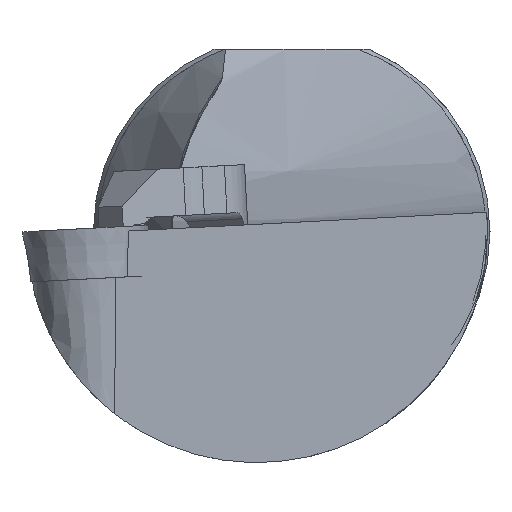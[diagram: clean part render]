
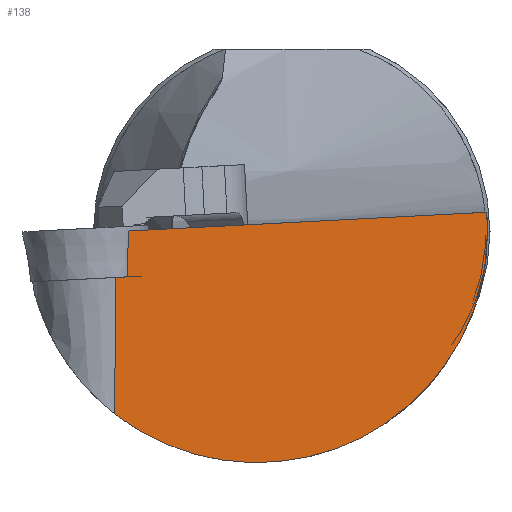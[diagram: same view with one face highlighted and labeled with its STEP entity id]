
A CAD part, left-side view. The second image highlights one B-rep face of the part: STEP entity #138.
In plain terms, the highlighted planar face has unit normal (-0.86, -0.502, -0.096).
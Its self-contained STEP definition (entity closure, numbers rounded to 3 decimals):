
#138=ADVANCED_FACE('',(#206),#184,.T.);
#184=PLANE('',#889);
#206=FACE_OUTER_BOUND('',#250,.T.);
#250=EDGE_LOOP('',(#415,#416,#417,#418,#419,#420,#421));
#299=ELLIPSE('',#887,16.927,14.55);
#300=ELLIPSE('',#888,14.368,12.35);
#310=LINE('',#1225,#359);
#311=LINE('',#1233,#360);
#312=LINE('',#1243,#361);
#359=VECTOR('',#979,1.);
#360=VECTOR('',#982,1.);
#361=VECTOR('',#987,1.);
#415=ORIENTED_EDGE('',*,*,#737,.F.);
#416=ORIENTED_EDGE('',*,*,#738,.F.);
#417=ORIENTED_EDGE('',*,*,#736,.F.);
#418=ORIENTED_EDGE('',*,*,#739,.F.);
#419=ORIENTED_EDGE('',*,*,#740,.F.);
#420=ORIENTED_EDGE('',*,*,#741,.F.);
#421=ORIENTED_EDGE('',*,*,#742,.T.);
#653=VERTEX_POINT('',#1209);
#654=VERTEX_POINT('',#1224);
#655=VERTEX_POINT('',#1231);
#656=VERTEX_POINT('',#1232);
#657=VERTEX_POINT('',#1235);
#658=VERTEX_POINT('',#1237);
#659=VERTEX_POINT('',#1242);
#736=EDGE_CURVE('',#654,#653,#310,.T.);
#737=EDGE_CURVE('',#655,#656,#851,.T.);
#738=EDGE_CURVE('',#653,#655,#311,.T.);
#739=EDGE_CURVE('',#657,#654,#299,.T.);
#740=EDGE_CURVE('',#658,#657,#300,.T.);
#741=EDGE_CURVE('',#659,#658,#852,.T.);
#742=EDGE_CURVE('',#659,#656,#312,.T.);
#851=B_SPLINE_CURVE_WITH_KNOTS('',3,(#1227,#1228,#1229,#1230),
 .UNSPECIFIED.,.F.,.F.,(4,4),(0.,1.),.UNSPECIFIED.);
#852=B_SPLINE_CURVE_WITH_KNOTS('',3,(#1238,#1239,#1240,#1241),
 .UNSPECIFIED.,.F.,.F.,(4,4),(0.,1.),.UNSPECIFIED.);
#887=AXIS2_PLACEMENT_3D('',#1234,#983,#984);
#888=AXIS2_PLACEMENT_3D('',#1236,#985,#986);
#889=AXIS2_PLACEMENT_3D('',#1244,#988,#989);
#979=DIRECTION('',(-0.106,-0.009,0.994));
#982=DIRECTION('',(0.5,-0.865,0.045));
#983=DIRECTION('',(0.86,0.502,0.096));
#984=DIRECTION('',(0.511,-0.844,-0.161));
#985=DIRECTION('',(0.86,0.502,0.096));
#986=DIRECTION('',(0.511,-0.844,-0.161));
#987=DIRECTION('',(-0.5,0.865,-0.045));
#988=DIRECTION('',(-0.86,-0.502,-0.096));
#989=DIRECTION('',(-0.504,0.864,0.));
#1209=CARTESIAN_POINT('',(0.961,11.087,-2.874));
#1224=CARTESIAN_POINT('',(1.872,11.164,-11.461));
#1225=CARTESIAN_POINT('',(0.961,11.087,-2.874));
#1227=CARTESIAN_POINT('',(1.383,10.357,-2.836));
#1228=CARTESIAN_POINT('',(1.287,10.336,-1.874));
#1229=CARTESIAN_POINT('',(1.192,10.316,-0.911));
#1230=CARTESIAN_POINT('',(1.097,10.296,0.051));
#1231=CARTESIAN_POINT('',(1.383,10.357,-2.836));
#1232=CARTESIAN_POINT('',(1.097,10.296,0.051));
#1233=CARTESIAN_POINT('',(14.068,-11.585,-1.686));
#1234=CARTESIAN_POINT('',(5.83,2.2,0.));
#1235=CARTESIAN_POINT('',(14.327,-12.35,0.));
#1236=CARTESIAN_POINT('',(7.115,0.,0.));
#1237=CARTESIAN_POINT('',(14.153,-12.288,1.235));
#1238=CARTESIAN_POINT('',(14.132,-12.25,1.233));
#1239=CARTESIAN_POINT('',(14.139,-12.263,1.233));
#1240=CARTESIAN_POINT('',(14.146,-12.275,1.234));
#1241=CARTESIAN_POINT('',(14.153,-12.288,1.235));
#1242=CARTESIAN_POINT('',(14.131,-12.25,1.232));
#1243=CARTESIAN_POINT('',(1.773,9.125,0.112));
#1244=CARTESIAN_POINT('',(14.068,-11.585,-1.686));
